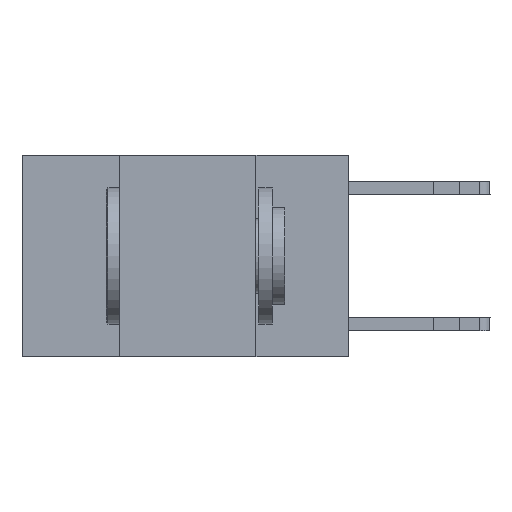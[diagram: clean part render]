
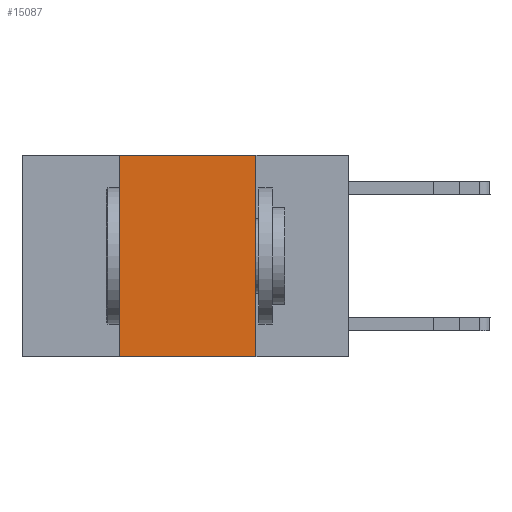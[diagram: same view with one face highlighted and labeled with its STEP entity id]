
A CAD part, left-side view. The second image highlights one B-rep face of the part: STEP entity #15087.
In plain terms, the highlighted planar face has unit normal (-1, 0, 0).
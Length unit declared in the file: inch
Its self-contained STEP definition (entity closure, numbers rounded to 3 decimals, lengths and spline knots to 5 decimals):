
#1036 = EDGE_CURVE ( 'NONE', #27725, #7551, #18308, .T. ) ;
#1201 = VERTEX_POINT ( 'NONE', #25705 ) ;
#1312 = LINE ( 'NONE', #21800, #24164 ) ;
#2504 = ORIENTED_EDGE ( 'NONE', *, *, #3921, .T. ) ;
#2567 = VECTOR ( 'NONE', #12195, 39.37008 ) ;
#3328 = DIRECTION ( 'NONE',  ( 0., 0., -1. ) ) ;
#3921 = EDGE_CURVE ( 'NONE', #1201, #5551, #4462, .T. ) ;
#4462 = LINE ( 'NONE', #13459, #28676 ) ;
#5551 = VERTEX_POINT ( 'NONE', #24775 ) ;
#5733 = ORIENTED_EDGE ( 'NONE', *, *, #12793, .F. ) ;
#6086 = DIRECTION ( 'NONE',  ( 1., 0., 0. ) ) ;
#7551 = VERTEX_POINT ( 'NONE', #23767 ) ;
#7553 = DIRECTION ( 'NONE',  ( 0., -1., 0. ) ) ;
#9057 = CARTESIAN_POINT ( 'NONE',  ( 0., 0.42, 0. ) ) ;
#11868 = CARTESIAN_POINT ( 'NONE',  ( 0., 0.6, 0. ) ) ;
#12195 = DIRECTION ( 'NONE',  ( 0., 0., -1. ) ) ;
#12549 = DIRECTION ( 'NONE',  ( 0., 0., 1. ) ) ;
#12793 = EDGE_CURVE ( 'NONE', #1201, #27725, #1312, .T. ) ;
#13459 = CARTESIAN_POINT ( 'NONE',  ( 0., 0.6, -0.37 ) ) ;
#14933 = EDGE_CURVE ( 'NONE', #7551, #5551, #16434, .T. ) ;
#15087 = ADVANCED_FACE ( 'NONE', ( #17271 ), #26295, .F. ) ;
#15646 = CARTESIAN_POINT ( 'NONE',  ( 0., 0.6, 0. ) ) ;
#15687 = ORIENTED_EDGE ( 'NONE', *, *, #14933, .F. ) ;
#15763 = AXIS2_PLACEMENT_3D ( 'NONE', #15646, #6086, #3328 ) ;
#16434 = LINE ( 'NONE', #18495, #2567 ) ;
#17271 = FACE_OUTER_BOUND ( 'NONE', #20569, .T. ) ;
#18308 = LINE ( 'NONE', #11868, #24233 ) ;
#18495 = CARTESIAN_POINT ( 'NONE',  ( 0., 0.17, 0. ) ) ;
#20569 = EDGE_LOOP ( 'NONE', ( #15687, #21740, #5733, #2504 ) ) ;
#21740 = ORIENTED_EDGE ( 'NONE', *, *, #1036, .F. ) ;
#21800 = CARTESIAN_POINT ( 'NONE',  ( 0., 0.42, 0. ) ) ;
#22441 = DIRECTION ( 'NONE',  ( 0., -1., 0. ) ) ;
#23767 = CARTESIAN_POINT ( 'NONE',  ( 0., 0.17, 0. ) ) ;
#24164 = VECTOR ( 'NONE', #12549, 39.37008 ) ;
#24233 = VECTOR ( 'NONE', #7553, 39.37008 ) ;
#24775 = CARTESIAN_POINT ( 'NONE',  ( 0., 0.17, -0.37 ) ) ;
#25705 = CARTESIAN_POINT ( 'NONE',  ( 0., 0.42, -0.37 ) ) ;
#26295 = PLANE ( 'NONE',  #15763 ) ;
#27725 = VERTEX_POINT ( 'NONE', #9057 ) ;
#28676 = VECTOR ( 'NONE', #22441, 39.37008 ) ;
